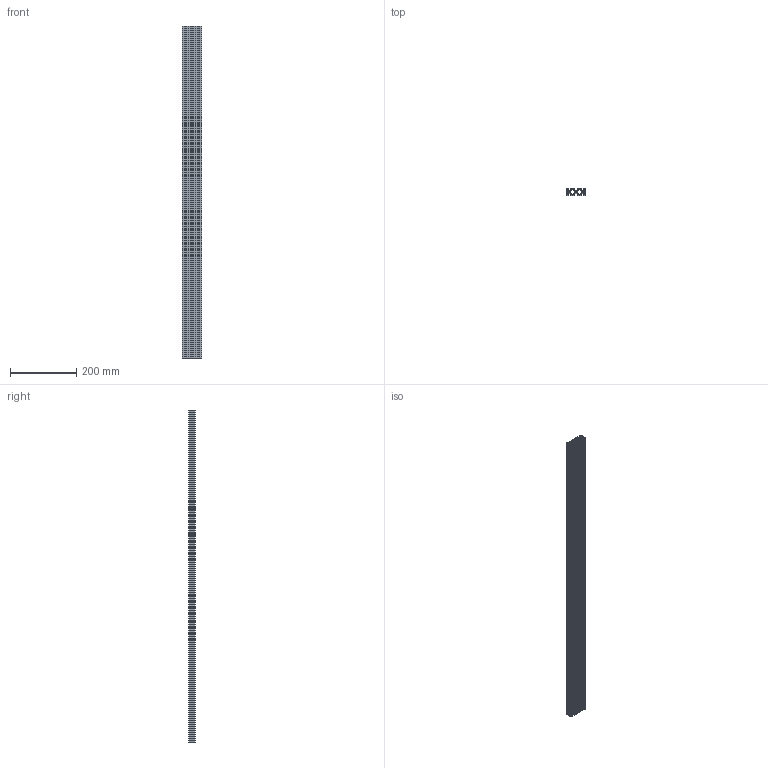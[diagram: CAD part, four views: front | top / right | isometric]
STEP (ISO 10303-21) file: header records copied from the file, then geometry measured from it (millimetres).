
FILE_DESCRIPTION (( 'STEP AP214' ), '1' );
FILE_NAME ('226L Êîíñòðóêöèîííûé ïðîôèëü 20õ60L.STEP', '2019-04-04T07:50:04', ( 'Ïîëüçîâàòåëü Windows' ), ( '' ), 'SwSTEP 2.0', 'SolidWorks 2018', '' );
FILE_SCHEMA (( 'AUTOMOTIVE_DESIGN' ));
Length unit declared in the file: millimetre
Products named in the file (1): 226L Êîíñòðóêöèîííûé ïðîôèëü 20õ60L
Bounding box: 60 x 20 x 1000 mm (x, y, z)
Volume: 306343.8 mm3; surface area: 527994.6 mm2
Topology: 1 solids, 1 shells, 478 faces, 1428 edges, 952 vertices
Faces by surface type: cylinder 248, plane 230
Entity records: 16298 total; most frequent: DIRECTION 2882, CARTESIAN_POINT 2859, ORIENTED_EDGE 2856, EDGE_CURVE 1428, AXIS2_PLACEMENT_3D 975, VERTEX_POINT 952, VECTOR 932, LINE 932
